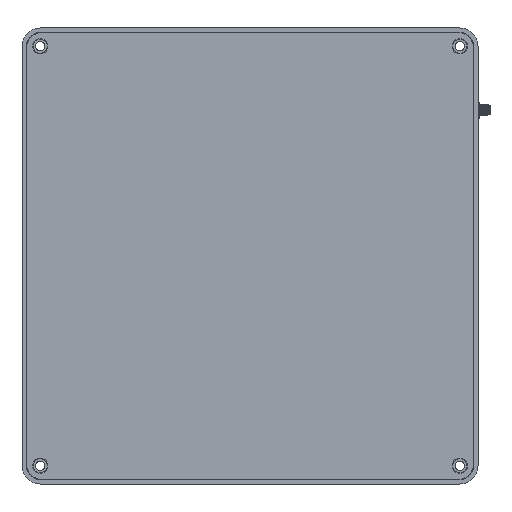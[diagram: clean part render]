
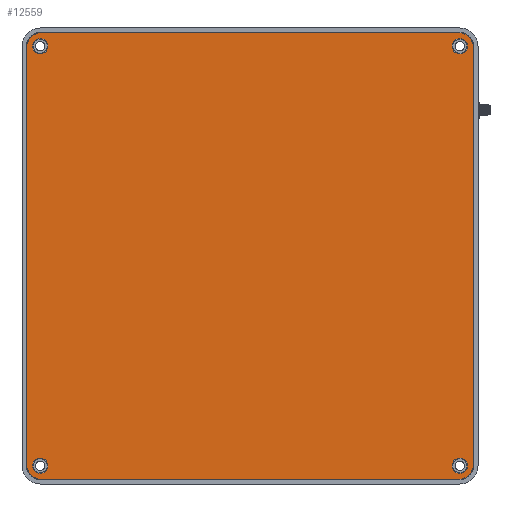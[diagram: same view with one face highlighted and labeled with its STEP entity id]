
A CAD part, front view. The second image highlights one B-rep face of the part: STEP entity #12559.
In plain terms, the highlighted planar face has unit normal (0, -1, 0).
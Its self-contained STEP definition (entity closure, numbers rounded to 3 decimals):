
#42 = DIRECTION ( 'NONE',  ( 0., -1., 0. ) ) ;
#171 = CARTESIAN_POINT ( 'NONE',  ( -56.495, 127.477, 337.169 ) ) ;
#325 = ORIENTED_EDGE ( 'NONE', *, *, #8300, .T. ) ;
#339 = CARTESIAN_POINT ( 'NONE',  ( 180.305, 127.477, 100.369 ) ) ;
#347 = EDGE_CURVE ( 'NONE', #5035, #4055, #6770, .T. ) ;
#526 = LINE ( 'NONE', #10407, #13841 ) ;
#575 = ORIENTED_EDGE ( 'NONE', *, *, #8445, .T. ) ;
#582 = DIRECTION ( 'NONE',  ( 0., -1., 0. ) ) ;
#604 = VERTEX_POINT ( 'NONE', #852 ) ;
#852 = CARTESIAN_POINT ( 'NONE',  ( 172.905, 127.477, 103.969 ) ) ;
#895 = EDGE_CURVE ( 'NONE', #10414, #2606, #10990, .T. ) ;
#901 = DIRECTION ( 'NONE',  ( 0., -1., 0. ) ) ;
#994 = VERTEX_POINT ( 'NONE', #12208 ) ;
#1075 = ORIENTED_EDGE ( 'NONE', *, *, #6063, .T. ) ;
#1111 = FACE_BOUND ( 'NONE', #5253, .T. ) ;
#1195 = ORIENTED_EDGE ( 'NONE', *, *, #13790, .F. ) ;
#1224 = CARTESIAN_POINT ( 'NONE',  ( -64.495, 127.477, 329.169 ) ) ;
#1546 = DIRECTION ( 'NONE',  ( 0., -1., 0. ) ) ;
#1645 = CARTESIAN_POINT ( 'NONE',  ( -56.495, 127.477, 329.169 ) ) ;
#1676 = EDGE_CURVE ( 'NONE', #7725, #10151, #9076, .T. ) ;
#1736 = ORIENTED_EDGE ( 'NONE', *, *, #4346, .F. ) ;
#2098 = EDGE_CURVE ( 'NONE', #10151, #10414, #3455, .T. ) ;
#2253 = AXIS2_PLACEMENT_3D ( 'NONE', #12784, #42, #10345 ) ;
#2401 = VERTEX_POINT ( 'NONE', #4657 ) ;
#2528 = CARTESIAN_POINT ( 'NONE',  ( -64.495, 127.477, 100.369 ) ) ;
#2606 = VERTEX_POINT ( 'NONE', #1224 ) ;
#2700 = CIRCLE ( 'NONE', #11598, 4.2 ) ;
#2788 = LINE ( 'NONE', #6251, #3240 ) ;
#2995 = DIRECTION ( 'NONE',  ( 0., -1., 0. ) ) ;
#3063 = DIRECTION ( 'NONE',  ( 0., 0., 1. ) ) ;
#3091 = EDGE_CURVE ( 'NONE', #6229, #2401, #5987, .T. ) ;
#3240 = VECTOR ( 'NONE', #10837, 1000. ) ;
#3254 = CARTESIAN_POINT ( 'NONE',  ( 172.305, 127.477, 329.169 ) ) ;
#3302 = CARTESIAN_POINT ( 'NONE',  ( 172.305, 127.477, 92.369 ) ) ;
#3377 = LINE ( 'NONE', #3302, #13992 ) ;
#3426 = DIRECTION ( 'NONE',  ( 0., 0., 1. ) ) ;
#3455 = LINE ( 'NONE', #11665, #4099 ) ;
#3585 = EDGE_CURVE ( 'NONE', #994, #6091, #8030, .T. ) ;
#3972 = ORIENTED_EDGE ( 'NONE', *, *, #895, .T. ) ;
#4005 = AXIS2_PLACEMENT_3D ( 'NONE', #8540, #1546, #5102 ) ;
#4055 = VERTEX_POINT ( 'NONE', #13980 ) ;
#4099 = VECTOR ( 'NONE', #4520, 1000. ) ;
#4112 = DIRECTION ( 'NONE',  ( 0., 0., -1. ) ) ;
#4179 = AXIS2_PLACEMENT_3D ( 'NONE', #12930, #4253, #7418 ) ;
#4205 = CARTESIAN_POINT ( 'NONE',  ( -57.095, 127.477, 95.569 ) ) ;
#4253 = DIRECTION ( 'NONE',  ( 0., -1., 0. ) ) ;
#4266 = AXIS2_PLACEMENT_3D ( 'NONE', #3254, #14769, #7867 ) ;
#4297 = CARTESIAN_POINT ( 'NONE',  ( -57.095, 127.477, 325.569 ) ) ;
#4309 = AXIS2_PLACEMENT_3D ( 'NONE', #4364, #901, #5432 ) ;
#4346 = EDGE_CURVE ( 'NONE', #604, #9023, #2700, .T. ) ;
#4364 = CARTESIAN_POINT ( 'NONE',  ( -57.095, 127.477, 99.769 ) ) ;
#4520 = DIRECTION ( 'NONE',  ( -1., 0., 0. ) ) ;
#4562 = AXIS2_PLACEMENT_3D ( 'NONE', #7586, #582, #4112 ) ;
#4564 = FACE_BOUND ( 'NONE', #6014, .T. ) ;
#4640 = CARTESIAN_POINT ( 'NONE',  ( 180.305, 127.477, 329.169 ) ) ;
#4657 = CARTESIAN_POINT ( 'NONE',  ( -57.095, 127.477, 103.969 ) ) ;
#4715 = DIRECTION ( 'NONE',  ( 0., 0., -1. ) ) ;
#4798 = PLANE ( 'NONE',  #11601 ) ;
#5035 = VERTEX_POINT ( 'NONE', #4297 ) ;
#5057 = CIRCLE ( 'NONE', #4562, 8. ) ;
#5102 = DIRECTION ( 'NONE',  ( 0., 0., -1. ) ) ;
#5124 = ORIENTED_EDGE ( 'NONE', *, *, #3091, .F. ) ;
#5253 = EDGE_LOOP ( 'NONE', ( #1195, #10289 ) ) ;
#5391 = AXIS2_PLACEMENT_3D ( 'NONE', #9705, #6326, #13116 ) ;
#5432 = DIRECTION ( 'NONE',  ( 0., 0., -1. ) ) ;
#5486 = VERTEX_POINT ( 'NONE', #339 ) ;
#5653 = CIRCLE ( 'NONE', #7560, 4.2 ) ;
#5713 = FACE_BOUND ( 'NONE', #11361, .T. ) ;
#5916 = FACE_BOUND ( 'NONE', #6290, .T. ) ;
#5946 = AXIS2_PLACEMENT_3D ( 'NONE', #1645, #2995, #7611 ) ;
#5987 = CIRCLE ( 'NONE', #4309, 4.2 ) ;
#5994 = ORIENTED_EDGE ( 'NONE', *, *, #1676, .T. ) ;
#6005 = ORIENTED_EDGE ( 'NONE', *, *, #13055, .T. ) ;
#6014 = EDGE_LOOP ( 'NONE', ( #1736, #7006 ) ) ;
#6063 = EDGE_CURVE ( 'NONE', #12877, #9108, #3377, .T. ) ;
#6091 = VERTEX_POINT ( 'NONE', #12525 ) ;
#6092 = AXIS2_PLACEMENT_3D ( 'NONE', #12513, #12443, #3063 ) ;
#6229 = VERTEX_POINT ( 'NONE', #4205 ) ;
#6251 = CARTESIAN_POINT ( 'NONE',  ( 180.305, 127.477, 100.369 ) ) ;
#6290 = EDGE_LOOP ( 'NONE', ( #13286, #12454 ) ) ;
#6306 = ORIENTED_EDGE ( 'NONE', *, *, #2098, .T. ) ;
#6326 = DIRECTION ( 'NONE',  ( 0., -1., 0. ) ) ;
#6534 = DIRECTION ( 'NONE',  ( 0., -1., 0. ) ) ;
#6770 = CIRCLE ( 'NONE', #8438, 4.2 ) ;
#6781 = DIRECTION ( 'NONE',  ( 1., 0., 0. ) ) ;
#6915 = DIRECTION ( 'NONE',  ( 0., 1., 0. ) ) ;
#7006 = ORIENTED_EDGE ( 'NONE', *, *, #14807, .F. ) ;
#7418 = DIRECTION ( 'NONE',  ( 0., 0., -1. ) ) ;
#7447 = ORIENTED_EDGE ( 'NONE', *, *, #14145, .F. ) ;
#7560 = AXIS2_PLACEMENT_3D ( 'NONE', #13264, #7627, #14448 ) ;
#7586 = CARTESIAN_POINT ( 'NONE',  ( 172.305, 127.477, 100.369 ) ) ;
#7611 = DIRECTION ( 'NONE',  ( 0., 0., -1. ) ) ;
#7627 = DIRECTION ( 'NONE',  ( 0., -1., 0. ) ) ;
#7725 = VERTEX_POINT ( 'NONE', #4640 ) ;
#7740 = DIRECTION ( 'NONE',  ( 0., 0., -1. ) ) ;
#7867 = DIRECTION ( 'NONE',  ( 0., 0., -1. ) ) ;
#8027 = FACE_OUTER_BOUND ( 'NONE', #10044, .T. ) ;
#8030 = CIRCLE ( 'NONE', #4179, 4.2 ) ;
#8300 = EDGE_CURVE ( 'NONE', #9108, #5486, #5057, .T. ) ;
#8438 = AXIS2_PLACEMENT_3D ( 'NONE', #9459, #14118, #8461 ) ;
#8445 = EDGE_CURVE ( 'NONE', #5486, #7725, #2788, .T. ) ;
#8461 = DIRECTION ( 'NONE',  ( 0., 0., -1. ) ) ;
#8471 = EDGE_CURVE ( 'NONE', #2606, #9075, #526, .T. ) ;
#8540 = CARTESIAN_POINT ( 'NONE',  ( -57.095, 127.477, 329.769 ) ) ;
#9023 = VERTEX_POINT ( 'NONE', #13072 ) ;
#9075 = VERTEX_POINT ( 'NONE', #2528 ) ;
#9076 = CIRCLE ( 'NONE', #4266, 8. ) ;
#9108 = VERTEX_POINT ( 'NONE', #14034 ) ;
#9459 = CARTESIAN_POINT ( 'NONE',  ( -57.095, 127.477, 329.769 ) ) ;
#9705 = CARTESIAN_POINT ( 'NONE',  ( 172.905, 127.477, 99.769 ) ) ;
#9766 = EDGE_CURVE ( 'NONE', #4055, #5035, #10492, .T. ) ;
#9952 = CARTESIAN_POINT ( 'NONE',  ( 172.305, 127.477, 337.169 ) ) ;
#10044 = EDGE_LOOP ( 'NONE', ( #6005, #1075, #325, #575, #5994, #6306, #3972, #13018 ) ) ;
#10151 = VERTEX_POINT ( 'NONE', #9952 ) ;
#10289 = ORIENTED_EDGE ( 'NONE', *, *, #3585, .F. ) ;
#10345 = DIRECTION ( 'NONE',  ( 0., 0., -1. ) ) ;
#10407 = CARTESIAN_POINT ( 'NONE',  ( -64.495, 127.477, 100.369 ) ) ;
#10414 = VERTEX_POINT ( 'NONE', #171 ) ;
#10492 = CIRCLE ( 'NONE', #4005, 4.2 ) ;
#10837 = DIRECTION ( 'NONE',  ( 0., 0., 1. ) ) ;
#10990 = CIRCLE ( 'NONE', #5946, 8. ) ;
#11361 = EDGE_LOOP ( 'NONE', ( #7447, #5124 ) ) ;
#11598 = AXIS2_PLACEMENT_3D ( 'NONE', #13611, #6534, #7740 ) ;
#11601 = AXIS2_PLACEMENT_3D ( 'NONE', #12779, #6915, #3426 ) ;
#11614 = CIRCLE ( 'NONE', #6092, 8. ) ;
#11665 = CARTESIAN_POINT ( 'NONE',  ( 172.305, 127.477, 337.169 ) ) ;
#11880 = CIRCLE ( 'NONE', #5391, 4.2 ) ;
#12208 = CARTESIAN_POINT ( 'NONE',  ( 172.905, 127.477, 325.569 ) ) ;
#12443 = DIRECTION ( 'NONE',  ( 0., -1., 0. ) ) ;
#12454 = ORIENTED_EDGE ( 'NONE', *, *, #347, .F. ) ;
#12513 = CARTESIAN_POINT ( 'NONE',  ( -56.495, 127.477, 100.369 ) ) ;
#12525 = CARTESIAN_POINT ( 'NONE',  ( 172.905, 127.477, 333.969 ) ) ;
#12549 = CARTESIAN_POINT ( 'NONE',  ( -56.495, 127.477, 92.369 ) ) ;
#12559 = ADVANCED_FACE ( 'NONE', ( #8027, #5916, #1111, #4564, #5713 ), #4798, .F. ) ;
#12779 = CARTESIAN_POINT ( 'NONE',  ( -56.495, 127.477, 100.369 ) ) ;
#12784 = CARTESIAN_POINT ( 'NONE',  ( -57.095, 127.477, 99.769 ) ) ;
#12877 = VERTEX_POINT ( 'NONE', #12549 ) ;
#12930 = CARTESIAN_POINT ( 'NONE',  ( 172.905, 127.477, 329.769 ) ) ;
#13018 = ORIENTED_EDGE ( 'NONE', *, *, #8471, .T. ) ;
#13055 = EDGE_CURVE ( 'NONE', #9075, #12877, #11614, .T. ) ;
#13072 = CARTESIAN_POINT ( 'NONE',  ( 172.905, 127.477, 95.569 ) ) ;
#13116 = DIRECTION ( 'NONE',  ( 0., 0., -1. ) ) ;
#13264 = CARTESIAN_POINT ( 'NONE',  ( 172.905, 127.477, 329.769 ) ) ;
#13286 = ORIENTED_EDGE ( 'NONE', *, *, #9766, .F. ) ;
#13611 = CARTESIAN_POINT ( 'NONE',  ( 172.905, 127.477, 99.769 ) ) ;
#13790 = EDGE_CURVE ( 'NONE', #6091, #994, #5653, .T. ) ;
#13841 = VECTOR ( 'NONE', #4715, 1000. ) ;
#13980 = CARTESIAN_POINT ( 'NONE',  ( -57.095, 127.477, 333.969 ) ) ;
#13992 = VECTOR ( 'NONE', #6781, 1000. ) ;
#14034 = CARTESIAN_POINT ( 'NONE',  ( 172.305, 127.477, 92.369 ) ) ;
#14118 = DIRECTION ( 'NONE',  ( 0., -1., 0. ) ) ;
#14145 = EDGE_CURVE ( 'NONE', #2401, #6229, #14485, .T. ) ;
#14448 = DIRECTION ( 'NONE',  ( 0., 0., -1. ) ) ;
#14485 = CIRCLE ( 'NONE', #2253, 4.2 ) ;
#14769 = DIRECTION ( 'NONE',  ( 0., -1., 0. ) ) ;
#14807 = EDGE_CURVE ( 'NONE', #9023, #604, #11880, .T. ) ;
